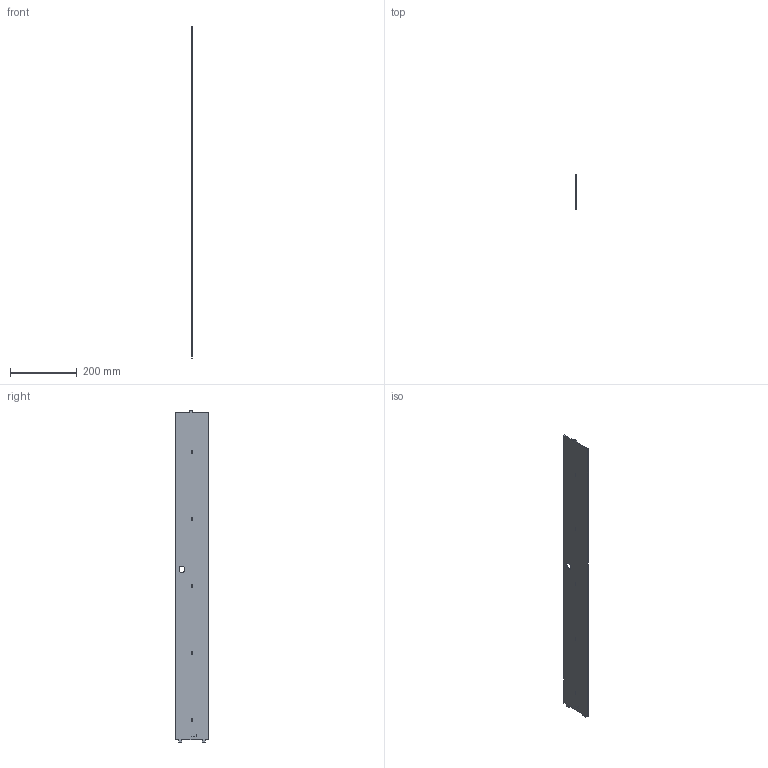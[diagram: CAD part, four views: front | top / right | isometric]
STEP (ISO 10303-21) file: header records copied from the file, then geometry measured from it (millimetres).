
FILE_DESCRIPTION(/* description */ (''),/* implementation_level */ '2;1');
FILE_NAME(/* name */ 'Support_Right.step',/* time_stamp */ '2018-06-11T21:08:51+03:00',/* author */ (''),/* organization */ (''),/* preprocessor_version */ 'ST-DEVELOPER v17',/* originating_system */ 'Autodesk Translation Framework v7.1.0.215',/* authorisation */ '');
FILE_SCHEMA (('AUTOMOTIVE_DESIGN { 1 0 10303 214 3 1 1 }'));
Length unit declared in the file: millimetre
Products named in the file (1): Support_Right
Bounding box: 2 x 100 x 992.19 mm (x, y, z)
Volume: 195668.7 mm3; surface area: 200467.2 mm2
Topology: 1 solids, 1 shells, 54 faces, 156 edges, 104 vertices
Faces by surface type: plane 50, cylinder 4
Entity records: 1820 total; most frequent: CARTESIAN_POINT 315, ORIENTED_EDGE 312, DIRECTION 274, EDGE_CURVE 156, LINE 148, VECTOR 148, VERTEX_POINT 104, EDGE_LOOP 70
